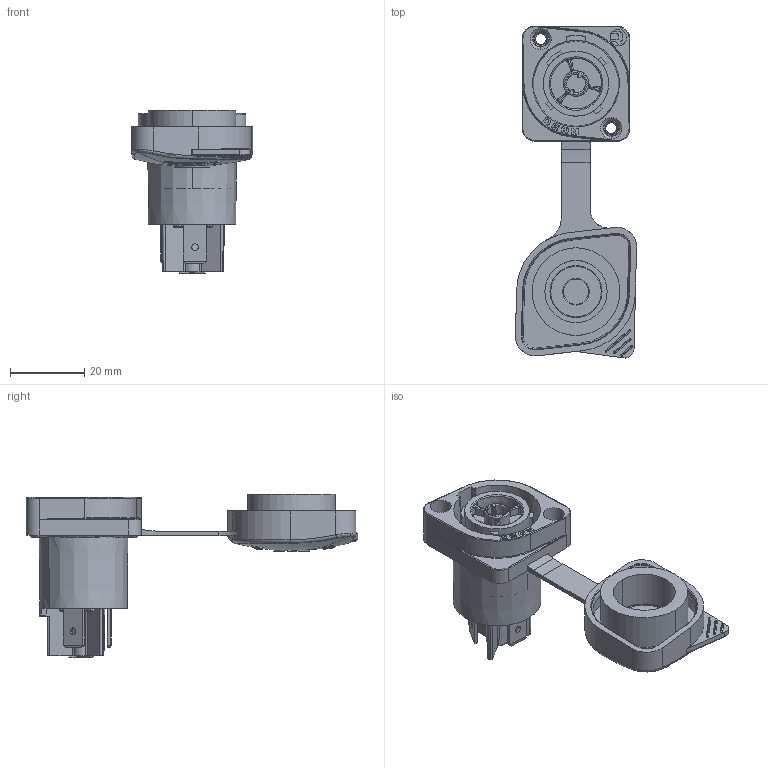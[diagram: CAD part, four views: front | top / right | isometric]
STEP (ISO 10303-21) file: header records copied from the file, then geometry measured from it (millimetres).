
FILE_DESCRIPTION((''),'2;1');
FILE_NAME('RRAC3F-X-011_SW0001','2023-09-22T15:44:49',('wenqing.huang'),(''),'CREO PARAMETRIC BY PTC INC, 2021184','CREO PARAMETRIC BY PTC INC, 2021184','');
FILE_SCHEMA(('CONFIG_CONTROL_DESIGN'));
Length unit declared in the file: millimetre
Products named in the file (1): RRAC3F-X-011_SW0001
Bounding box: 32.6 x 89.35 x 44.07 mm (x, y, z)
Volume: 20706.4 mm3; surface area: 14456.8 mm2
Topology: 1 solids, 2 shells, 1161 faces, 3178 edges, 2079 vertices
Faces by surface type: plane 556, cylinder 235, bspline 124, extrusion 94, torus 65, cone 55, sphere 32
Entity records: 44202 total; most frequent: CARTESIAN_POINT 15478, ORIENTED_EDGE 6344, DIRECTION 5620, EDGE_CURVE 3172, AXIS2_PLACEMENT_3D 2140, VERTEX_POINT 2079, VECTOR 1340, LINE 1246
